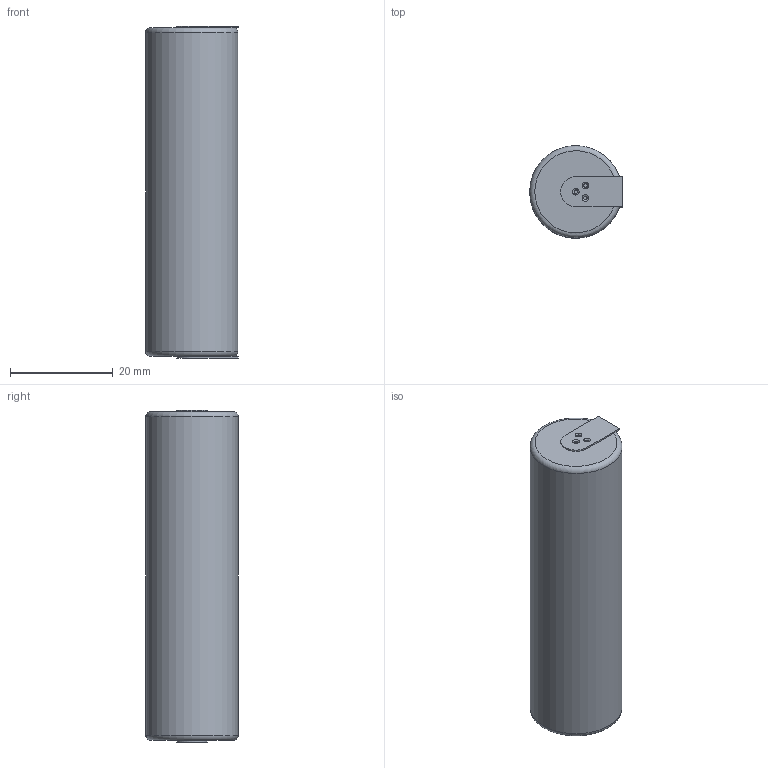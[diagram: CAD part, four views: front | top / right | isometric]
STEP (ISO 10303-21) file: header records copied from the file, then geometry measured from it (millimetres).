
FILE_DESCRIPTION(('FreeCAD Model'),'2;1');
FILE_NAME('18650-SMT.step','2020-08-03T14:19:08',( 'Author'),(''),'Open CASCADE STEP processor 7.4','FreeCAD','Unknown' );
FILE_SCHEMA(('AUTOMOTIVE_DESIGN { 1 0 10303 214 1 1 1 1 }'));
Length unit declared in the file: millimetre
Products named in the file (1): Cut
Bounding box: 18.07 x 18 x 64.75 mm (x, y, z)
Volume: 16134.7 mm3; surface area: 4318 mm2
Topology: 1 solids, 1 shells, 36 faces, 81 edges, 51 vertices
Faces by surface type: plane 20, torus 11, cylinder 5
Full cylindrical faces by diameter (mm): 9 x1, 13 x1, 18 x1
Entity records: 2386 total; most frequent: CARTESIAN_POINT 449, DIRECTION 336, ORIENTED_EDGE 162, PCURVE 162, DEFINITIONAL_REPRESENTATION 162, LINE 145, VECTOR 145, AXIS2_PLACEMENT_3D 89
